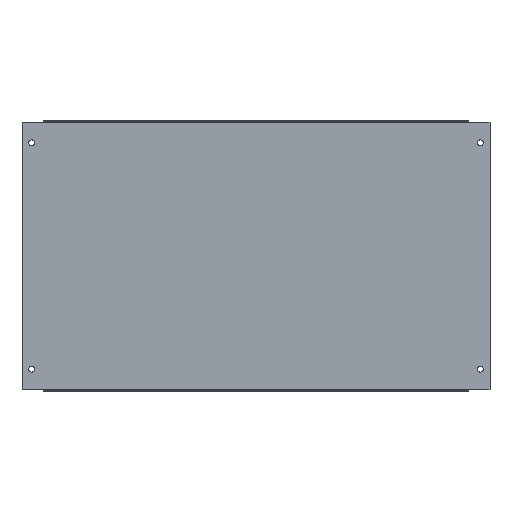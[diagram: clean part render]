
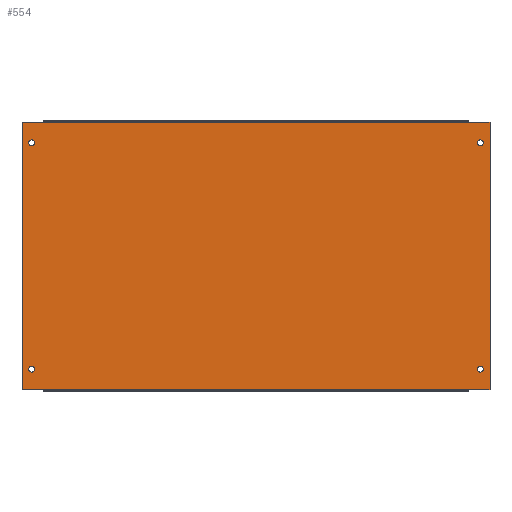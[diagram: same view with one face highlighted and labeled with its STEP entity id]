
A CAD part, top view. The second image highlights one B-rep face of the part: STEP entity #554.
In plain terms, the highlighted planar face has unit normal (0, 0, 1).
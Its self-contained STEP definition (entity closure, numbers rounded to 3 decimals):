
#4 = CARTESIAN_POINT ( 'NONE',  ( 7.35, 272.5, 0. ) ) ;
#9 = EDGE_CURVE ( 'NONE', #18, #18, #599, .T. ) ;
#18 = VERTEX_POINT ( 'NONE', #4 ) ;
#28 = CARTESIAN_POINT ( 'NONE',  ( 503.15, 22.5, 0. ) ) ;
#36 = VECTOR ( 'NONE', #395, 1000. ) ;
#38 = ORIENTED_EDGE ( 'NONE', *, *, #121, .T. ) ;
#39 = CARTESIAN_POINT ( 'NONE',  ( 493.5, 0., 0. ) ) ;
#53 = LINE ( 'NONE', #369, #36 ) ;
#57 = VECTOR ( 'NONE', #511, 1000. ) ;
#69 = CARTESIAN_POINT ( 'NONE',  ( 0., 0., 0. ) ) ;
#82 = EDGE_LOOP ( 'NONE', ( #403 ) ) ;
#90 = VERTEX_POINT ( 'NONE', #668 ) ;
#99 = VERTEX_POINT ( 'NONE', #316 ) ;
#107 = CARTESIAN_POINT ( 'NONE',  ( 506.4, 272.5, 0. ) ) ;
#115 = VECTOR ( 'NONE', #216, 1000. ) ;
#119 = DIRECTION ( 'NONE',  ( 0., 0., -1. ) ) ;
#121 = EDGE_CURVE ( 'NONE', #892, #892, #848, .T. ) ;
#127 = VECTOR ( 'NONE', #228, 1000. ) ;
#129 = EDGE_CURVE ( 'NONE', #90, #236, #253, .T. ) ;
#134 = ORIENTED_EDGE ( 'NONE', *, *, #795, .T. ) ;
#142 = FACE_BOUND ( 'NONE', #222, .T. ) ;
#150 = DIRECTION ( 'NONE',  ( 1., 0., 0. ) ) ;
#158 = VERTEX_POINT ( 'NONE', #69 ) ;
#161 = CARTESIAN_POINT ( 'NONE',  ( 506.4, 22.5, 0. ) ) ;
#162 = EDGE_LOOP ( 'NONE', ( #350 ) ) ;
#177 = VERTEX_POINT ( 'NONE', #833 ) ;
#182 = ORIENTED_EDGE ( 'NONE', *, *, #852, .F. ) ;
#188 = DIRECTION ( 'NONE',  ( 0., 0., -1. ) ) ;
#193 = ORIENTED_EDGE ( 'NONE', *, *, #787, .T. ) ;
#195 = AXIS2_PLACEMENT_3D ( 'NONE', #330, #303, #714 ) ;
#207 = DIRECTION ( 'NONE',  ( -1., 0., 0. ) ) ;
#216 = DIRECTION ( 'NONE',  ( 0., -1., 0. ) ) ;
#219 = CIRCLE ( 'NONE', #575, 3.25 ) ;
#222 = EDGE_LOOP ( 'NONE', ( #38 ) ) ;
#228 = DIRECTION ( 'NONE',  ( -1., 0., 0. ) ) ;
#231 = AXIS2_PLACEMENT_3D ( 'NONE', #107, #119, #886 ) ;
#236 = VERTEX_POINT ( 'NONE', #335 ) ;
#247 = ORIENTED_EDGE ( 'NONE', *, *, #9, .T. ) ;
#252 = ORIENTED_EDGE ( 'NONE', *, *, #474, .T. ) ;
#253 = LINE ( 'NONE', #39, #127 ) ;
#269 = FACE_OUTER_BOUND ( 'NONE', #413, .T. ) ;
#279 = EDGE_CURVE ( 'NONE', #703, #703, #219, .T. ) ;
#292 = VERTEX_POINT ( 'NONE', #318 ) ;
#294 = CARTESIAN_POINT ( 'NONE',  ( 23.5, 295., 0. ) ) ;
#303 = DIRECTION ( 'NONE',  ( 0., 0., -1. ) ) ;
#315 = ORIENTED_EDGE ( 'NONE', *, *, #129, .F. ) ;
#316 = CARTESIAN_POINT ( 'NONE',  ( 517., 0., 0. ) ) ;
#318 = CARTESIAN_POINT ( 'NONE',  ( 493.5, 295., 0. ) ) ;
#323 = EDGE_CURVE ( 'NONE', #99, #177, #861, .T. ) ;
#326 = CARTESIAN_POINT ( 'NONE',  ( 0., 0., 0. ) ) ;
#330 = CARTESIAN_POINT ( 'NONE',  ( 10.6, 272.5, 0. ) ) ;
#332 = EDGE_CURVE ( 'NONE', #618, #158, #505, .T. ) ;
#335 = CARTESIAN_POINT ( 'NONE',  ( 23.5, 0., 0. ) ) ;
#340 = VECTOR ( 'NONE', #466, 1000. ) ;
#343 = CARTESIAN_POINT ( 'NONE',  ( 7.35, 22.5, 0. ) ) ;
#350 = ORIENTED_EDGE ( 'NONE', *, *, #711, .T. ) ;
#363 = AXIS2_PLACEMENT_3D ( 'NONE', #580, #557, #555 ) ;
#367 = CARTESIAN_POINT ( 'NONE',  ( 503.15, 272.5, 0. ) ) ;
#369 = CARTESIAN_POINT ( 'NONE',  ( 0., 295., 0. ) ) ;
#388 = VECTOR ( 'NONE', #150, 1000. ) ;
#391 = CARTESIAN_POINT ( 'NONE',  ( 23.5, 295., 0. ) ) ;
#395 = DIRECTION ( 'NONE',  ( -1., 0., 0. ) ) ;
#398 = VERTEX_POINT ( 'NONE', #391 ) ;
#403 = ORIENTED_EDGE ( 'NONE', *, *, #279, .T. ) ;
#413 = EDGE_LOOP ( 'NONE', ( #616, #134, #315, #193, #681, #252, #182, #484 ) ) ;
#414 = LINE ( 'NONE', #430, #388 ) ;
#430 = CARTESIAN_POINT ( 'NONE',  ( 0., 0., 0. ) ) ;
#457 = CIRCLE ( 'NONE', #363, 3.25 ) ;
#463 = FACE_BOUND ( 'NONE', #716, .T. ) ;
#466 = DIRECTION ( 'NONE',  ( 1., 0., 0. ) ) ;
#474 = EDGE_CURVE ( 'NONE', #177, #292, #770, .T. ) ;
#484 = ORIENTED_EDGE ( 'NONE', *, *, #842, .T. ) ;
#505 = LINE ( 'NONE', #774, #115 ) ;
#511 = DIRECTION ( 'NONE',  ( -1., 0., 0. ) ) ;
#521 = CARTESIAN_POINT ( 'NONE',  ( 0., 295., 0. ) ) ;
#528 = DIRECTION ( 'NONE',  ( 1., 0., 0. ) ) ;
#537 = LINE ( 'NONE', #294, #340 ) ;
#554 = ADVANCED_FACE ( 'NONE', ( #142, #463, #869, #700, #269 ), #584, .F. ) ;
#555 = DIRECTION ( 'NONE',  ( -1., 0., 0. ) ) ;
#557 = DIRECTION ( 'NONE',  ( 0., 0., -1. ) ) ;
#575 = AXIS2_PLACEMENT_3D ( 'NONE', #161, #188, #689 ) ;
#579 = CARTESIAN_POINT ( 'NONE',  ( 517., 0., 0. ) ) ;
#580 = CARTESIAN_POINT ( 'NONE',  ( 10.6, 22.5, 0. ) ) ;
#584 = PLANE ( 'NONE',  #749 ) ;
#599 = CIRCLE ( 'NONE', #195, 3.25 ) ;
#616 = ORIENTED_EDGE ( 'NONE', *, *, #332, .T. ) ;
#617 = LINE ( 'NONE', #326, #793 ) ;
#618 = VERTEX_POINT ( 'NONE', #881 ) ;
#668 = CARTESIAN_POINT ( 'NONE',  ( 493.5, 0., 0. ) ) ;
#670 = VECTOR ( 'NONE', #727, 1000. ) ;
#681 = ORIENTED_EDGE ( 'NONE', *, *, #323, .T. ) ;
#683 = VERTEX_POINT ( 'NONE', #343 ) ;
#689 = DIRECTION ( 'NONE',  ( -1., 0., 0. ) ) ;
#700 = FACE_BOUND ( 'NONE', #82, .T. ) ;
#703 = VERTEX_POINT ( 'NONE', #28 ) ;
#711 = EDGE_CURVE ( 'NONE', #683, #683, #457, .T. ) ;
#714 = DIRECTION ( 'NONE',  ( -1., 0., 0. ) ) ;
#716 = EDGE_LOOP ( 'NONE', ( #247 ) ) ;
#727 = DIRECTION ( 'NONE',  ( 0., 1., 0. ) ) ;
#749 = AXIS2_PLACEMENT_3D ( 'NONE', #885, #780, #207 ) ;
#770 = LINE ( 'NONE', #521, #57 ) ;
#774 = CARTESIAN_POINT ( 'NONE',  ( 0., 0., 0. ) ) ;
#780 = DIRECTION ( 'NONE',  ( 0., 0., -1. ) ) ;
#787 = EDGE_CURVE ( 'NONE', #90, #99, #617, .T. ) ;
#793 = VECTOR ( 'NONE', #528, 1000. ) ;
#795 = EDGE_CURVE ( 'NONE', #158, #236, #414, .T. ) ;
#833 = CARTESIAN_POINT ( 'NONE',  ( 517., 295., 0. ) ) ;
#842 = EDGE_CURVE ( 'NONE', #398, #618, #53, .T. ) ;
#848 = CIRCLE ( 'NONE', #231, 3.25 ) ;
#852 = EDGE_CURVE ( 'NONE', #398, #292, #537, .T. ) ;
#861 = LINE ( 'NONE', #579, #670 ) ;
#869 = FACE_BOUND ( 'NONE', #162, .T. ) ;
#881 = CARTESIAN_POINT ( 'NONE',  ( 0., 295., 0. ) ) ;
#885 = CARTESIAN_POINT ( 'NONE',  ( 0., 0., 0. ) ) ;
#886 = DIRECTION ( 'NONE',  ( -1., 0., 0. ) ) ;
#892 = VERTEX_POINT ( 'NONE', #367 ) ;
